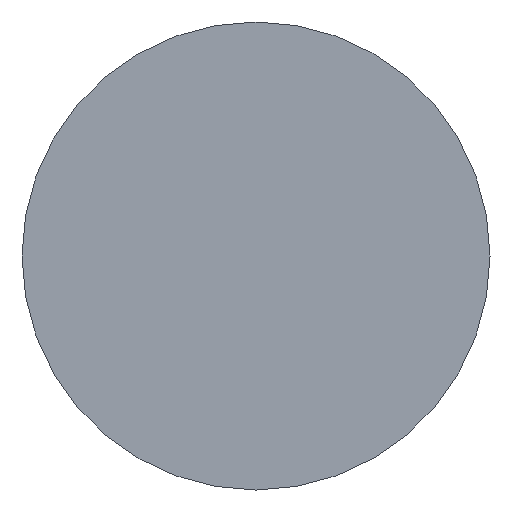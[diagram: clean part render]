
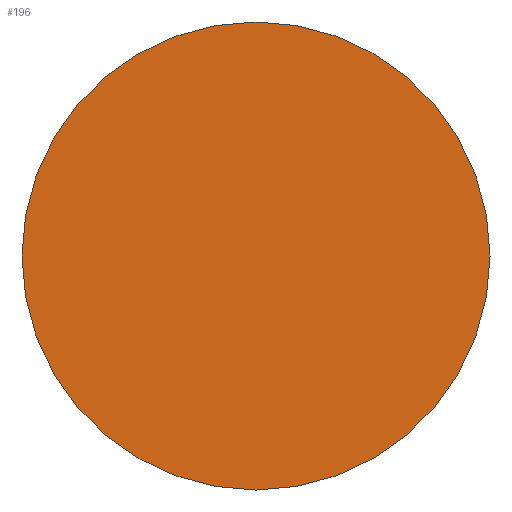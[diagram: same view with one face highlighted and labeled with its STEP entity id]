
A CAD part, front view. The second image highlights one B-rep face of the part: STEP entity #196.
In plain terms, the highlighted planar face has unit normal (0, -1, 0).
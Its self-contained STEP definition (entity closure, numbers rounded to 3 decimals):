
#196=ADVANCED_FACE('',(#506),#507,.T.);
#266=EDGE_CURVE('',#276,#268,#586,.T.);
#268=VERTEX_POINT('',#588);
#276=VERTEX_POINT('',#596);
#424=EDGE_CURVE('',#268,#276,#765,.T.);
#506=FACE_OUTER_BOUND('',#855,.T.);
#507=PLANE('',#856);
#586=CIRCLE('',#959,37.5);
#588=CARTESIAN_POINT('',(37.5,-30.0,0.));
#596=CARTESIAN_POINT('',(-37.5,-30.0,0.0));
#765=CIRCLE('',#1189,37.5);
#855=EDGE_LOOP('',(#1270,#1271));
#856=AXIS2_PLACEMENT_3D('',#1272,#1273,#1274);
#959=AXIS2_PLACEMENT_3D('',#1360,#1361,#1362);
#1189=AXIS2_PLACEMENT_3D('',#1595,#1596,#1597);
#1270=ORIENTED_EDGE('',*,*,#266,.T.);
#1271=ORIENTED_EDGE('',*,*,#424,.T.);
#1272=CARTESIAN_POINT('',(0.,-30.0,0.0));
#1273=DIRECTION('',(0.,-1.0,0.0));
#1274=DIRECTION('',(-1.0,0.,0.0));
#1360=CARTESIAN_POINT('',(0.,-30.0,0.0));
#1361=DIRECTION('',(0.,-1.0,0.0));
#1362=DIRECTION('',(-1.0,0.,0.0));
#1595=CARTESIAN_POINT('',(0.,-30.0,0.0));
#1596=DIRECTION('',(0.,-1.0,0.0));
#1597=DIRECTION('',(-1.0,0.,0.0));
